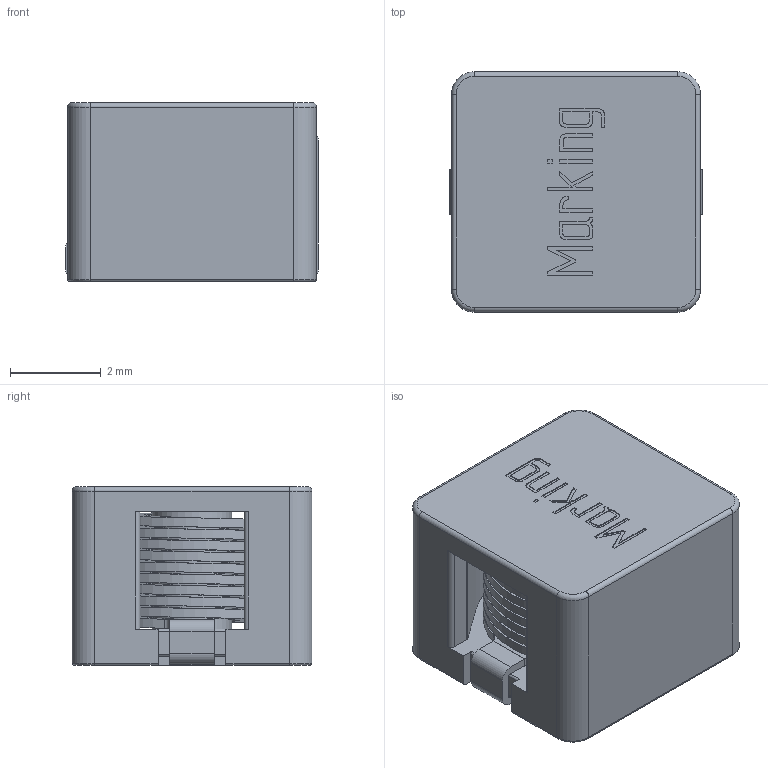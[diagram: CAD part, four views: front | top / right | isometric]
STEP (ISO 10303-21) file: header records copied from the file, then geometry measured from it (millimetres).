
FILE_DESCRIPTION(/* description */ ('Unknown'),/* implementation_level */ '2;1');
FILE_NAME(/* name */ 'L_Wurth_WE-HCI_5040',/* time_stamp */ '2022-03-08T10:17:15+08:00',/* author */ ('Unknown'),/* organization */ ('Unknown'),/* preprocessor_version */ 'ST-DEVELOPER v16.7',/* originating_system */ 'Solid Edge',/* authorisation */ 'Unknown');
FILE_SCHEMA (('AUTOMOTIVE_DESIGN {1 0 10303 214 3 1 1}'));
Length unit declared in the file: millimetre
Products named in the file (2): L_Wurth_WE-HCI_5040
Assembly tree (1 placements, depth 2):
  L_Wurth_WE-HCI_5040
    L_Wurth_WE-HCI_5040
Bounding box: 5.58 x 5.3 x 3.95 mm (x, y, z)
Volume: 89.8 mm3; surface area: 442.2 mm2
Topology: 1 solids, 1 shells, 176 faces, 470 edges, 304 vertices
Faces by surface type: plane 109, cylinder 43, bspline 16, torus 8
Full cylindrical faces by diameter (mm): 1.75 x1
Entity records: 7950 total; most frequent: CARTESIAN_POINT 2315, ORIENTED_EDGE 938, DIRECTION 851, EDGE_CURVE 469, LINE 347, VECTOR 347, VERTEX_POINT 304, AXIS2_PLACEMENT_3D 252
